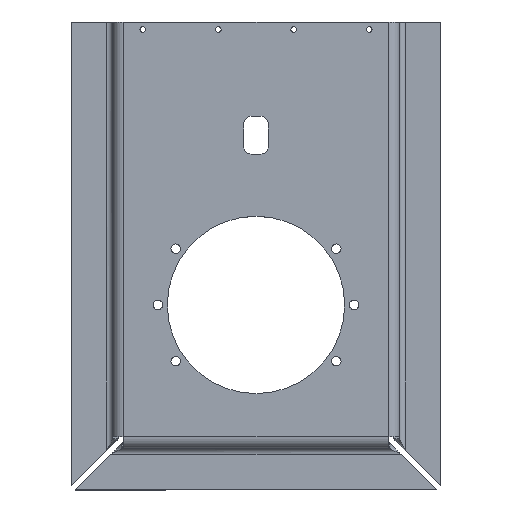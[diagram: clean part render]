
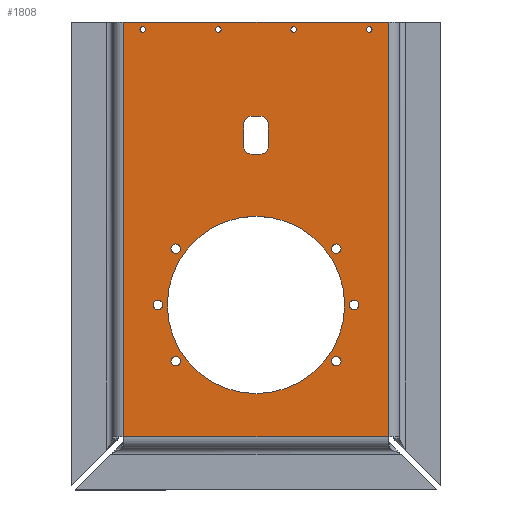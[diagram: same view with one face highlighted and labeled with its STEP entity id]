
A CAD part, top view. The second image highlights one B-rep face of the part: STEP entity #1808.
In plain terms, the highlighted planar face has unit normal (0, 0, 1).
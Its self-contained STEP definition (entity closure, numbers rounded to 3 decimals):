
#59=FACE_BOUND('',#382,.T.);
#60=FACE_BOUND('',#383,.T.);
#61=FACE_BOUND('',#384,.T.);
#62=FACE_BOUND('',#385,.T.);
#63=FACE_BOUND('',#386,.T.);
#64=FACE_BOUND('',#387,.T.);
#65=FACE_BOUND('',#388,.T.);
#66=FACE_BOUND('',#389,.T.);
#67=FACE_BOUND('',#390,.T.);
#68=FACE_BOUND('',#391,.T.);
#69=FACE_BOUND('',#392,.T.);
#70=FACE_BOUND('',#393,.T.);
#135=PLANE('',#2011);
#238=FACE_OUTER_BOUND('',#381,.T.);
#381=EDGE_LOOP('',(#1616,#1617,#1618,#1619));
#382=EDGE_LOOP('',(#1620));
#383=EDGE_LOOP('',(#1621));
#384=EDGE_LOOP('',(#1622));
#385=EDGE_LOOP('',(#1623));
#386=EDGE_LOOP('',(#1624));
#387=EDGE_LOOP('',(#1625));
#388=EDGE_LOOP('',(#1626));
#389=EDGE_LOOP('',(#1627));
#390=EDGE_LOOP('',(#1628));
#391=EDGE_LOOP('',(#1629));
#392=EDGE_LOOP('',(#1630));
#393=EDGE_LOOP('',(#1631,#1632,#1633,#1634,#1635,#1636,#1637,#1638));
#495=LINE('',#2966,#640);
#512=LINE('',#3007,#657);
#526=LINE('',#3042,#671);
#536=LINE('',#3093,#681);
#540=LINE('',#3105,#685);
#544=LINE('',#3117,#689);
#548=LINE('',#3129,#693);
#551=LINE('',#3136,#696);
#640=VECTOR('',#2345,10.);
#657=VECTOR('',#2390,10.);
#671=VECTOR('',#2430,10.);
#681=VECTOR('',#2486,10.);
#685=VECTOR('',#2498,10.);
#689=VECTOR('',#2510,10.);
#693=VECTOR('',#2522,10.);
#696=VECTOR('',#2533,10.);
#698=CIRCLE('',#1826,1.5);
#700=CIRCLE('',#1829,1.5);
#702=CIRCLE('',#1832,1.5);
#704=CIRCLE('',#1835,1.5);
#765=CIRCLE('',#1974,2.5);
#767=CIRCLE('',#1977,2.5);
#769=CIRCLE('',#1980,2.5);
#771=CIRCLE('',#1983,47.);
#773=CIRCLE('',#1986,2.5);
#775=CIRCLE('',#1989,2.5);
#777=CIRCLE('',#1992,2.5);
#780=CIRCLE('',#1997,4.);
#782=CIRCLE('',#2001,4.);
#784=CIRCLE('',#2005,4.);
#786=CIRCLE('',#2009,4.);
#788=VERTEX_POINT('',#2542);
#790=VERTEX_POINT('',#2548);
#792=VERTEX_POINT('',#2554);
#794=VERTEX_POINT('',#2560);
#882=VERTEX_POINT('',#2949);
#884=VERTEX_POINT('',#2960);
#893=VERTEX_POINT('',#2994);
#901=VERTEX_POINT('',#3029);
#903=VERTEX_POINT('',#3045);
#905=VERTEX_POINT('',#3051);
#907=VERTEX_POINT('',#3057);
#909=VERTEX_POINT('',#3063);
#911=VERTEX_POINT('',#3069);
#913=VERTEX_POINT('',#3075);
#915=VERTEX_POINT('',#3081);
#919=VERTEX_POINT('',#3090);
#920=VERTEX_POINT('',#3092);
#922=VERTEX_POINT('',#3098);
#924=VERTEX_POINT('',#3104);
#926=VERTEX_POINT('',#3110);
#928=VERTEX_POINT('',#3116);
#930=VERTEX_POINT('',#3122);
#932=VERTEX_POINT('',#3128);
#935=EDGE_CURVE('',#788,#788,#698,.T.);
#938=EDGE_CURVE('',#790,#790,#700,.T.);
#941=EDGE_CURVE('',#792,#792,#702,.T.);
#944=EDGE_CURVE('',#794,#794,#704,.T.);
#1089=EDGE_CURVE('',#882,#884,#495,.T.);
#1110=EDGE_CURVE('',#884,#893,#512,.T.);
#1128=EDGE_CURVE('',#893,#901,#526,.T.);
#1129=EDGE_CURVE('',#903,#903,#765,.T.);
#1132=EDGE_CURVE('',#905,#905,#767,.T.);
#1135=EDGE_CURVE('',#907,#907,#769,.T.);
#1138=EDGE_CURVE('',#909,#909,#771,.T.);
#1141=EDGE_CURVE('',#911,#911,#773,.T.);
#1144=EDGE_CURVE('',#913,#913,#775,.T.);
#1147=EDGE_CURVE('',#915,#915,#777,.T.);
#1152=EDGE_CURVE('',#920,#919,#536,.T.);
#1155=EDGE_CURVE('',#922,#920,#780,.T.);
#1158=EDGE_CURVE('',#924,#922,#540,.T.);
#1161=EDGE_CURVE('',#926,#924,#782,.T.);
#1164=EDGE_CURVE('',#928,#926,#544,.T.);
#1167=EDGE_CURVE('',#930,#928,#784,.T.);
#1170=EDGE_CURVE('',#932,#930,#548,.T.);
#1173=EDGE_CURVE('',#919,#932,#786,.T.);
#1175=EDGE_CURVE('',#901,#882,#551,.T.);
#1616=ORIENTED_EDGE('',*,*,#1128,.T.);
#1617=ORIENTED_EDGE('',*,*,#1175,.T.);
#1618=ORIENTED_EDGE('',*,*,#1089,.T.);
#1619=ORIENTED_EDGE('',*,*,#1110,.T.);
#1620=ORIENTED_EDGE('',*,*,#935,.T.);
#1621=ORIENTED_EDGE('',*,*,#938,.T.);
#1622=ORIENTED_EDGE('',*,*,#941,.T.);
#1623=ORIENTED_EDGE('',*,*,#944,.T.);
#1624=ORIENTED_EDGE('',*,*,#1138,.T.);
#1625=ORIENTED_EDGE('',*,*,#1129,.T.);
#1626=ORIENTED_EDGE('',*,*,#1132,.T.);
#1627=ORIENTED_EDGE('',*,*,#1135,.T.);
#1628=ORIENTED_EDGE('',*,*,#1141,.T.);
#1629=ORIENTED_EDGE('',*,*,#1144,.T.);
#1630=ORIENTED_EDGE('',*,*,#1147,.T.);
#1631=ORIENTED_EDGE('',*,*,#1173,.T.);
#1632=ORIENTED_EDGE('',*,*,#1170,.T.);
#1633=ORIENTED_EDGE('',*,*,#1167,.T.);
#1634=ORIENTED_EDGE('',*,*,#1164,.T.);
#1635=ORIENTED_EDGE('',*,*,#1161,.T.);
#1636=ORIENTED_EDGE('',*,*,#1158,.T.);
#1637=ORIENTED_EDGE('',*,*,#1155,.T.);
#1638=ORIENTED_EDGE('',*,*,#1152,.T.);
#1808=ADVANCED_FACE('',(#238,#59,#60,#61,#62,#63,#64,#65,#66,#67,#68,#69,
#70),#135,.T.);
#1826=AXIS2_PLACEMENT_3D('',#2544,#2020,#2021);
#1829=AXIS2_PLACEMENT_3D('',#2550,#2027,#2028);
#1832=AXIS2_PLACEMENT_3D('',#2556,#2034,#2035);
#1835=AXIS2_PLACEMENT_3D('',#2562,#2041,#2042);
#1974=AXIS2_PLACEMENT_3D('',#3046,#2435,#2436);
#1977=AXIS2_PLACEMENT_3D('',#3052,#2442,#2443);
#1980=AXIS2_PLACEMENT_3D('',#3058,#2449,#2450);
#1983=AXIS2_PLACEMENT_3D('',#3064,#2456,#2457);
#1986=AXIS2_PLACEMENT_3D('',#3070,#2463,#2464);
#1989=AXIS2_PLACEMENT_3D('',#3076,#2470,#2471);
#1992=AXIS2_PLACEMENT_3D('',#3082,#2477,#2478);
#1997=AXIS2_PLACEMENT_3D('',#3099,#2492,#2493);
#2001=AXIS2_PLACEMENT_3D('',#3111,#2504,#2505);
#2005=AXIS2_PLACEMENT_3D('',#3123,#2516,#2517);
#2009=AXIS2_PLACEMENT_3D('',#3133,#2528,#2529);
#2011=AXIS2_PLACEMENT_3D('',#3137,#2534,#2535);
#2020=DIRECTION('center_axis',(0.,0.,-1.));
#2021=DIRECTION('ref_axis',(-1.,0.,0.));
#2027=DIRECTION('center_axis',(0.,0.,-1.));
#2028=DIRECTION('ref_axis',(-1.,0.,0.));
#2034=DIRECTION('center_axis',(0.,0.,-1.));
#2035=DIRECTION('ref_axis',(-1.,0.,0.));
#2041=DIRECTION('center_axis',(0.,0.,-1.));
#2042=DIRECTION('ref_axis',(-1.,0.,0.));
#2345=DIRECTION('',(0.,-1.,0.));
#2390=DIRECTION('',(1.,0.,0.));
#2430=DIRECTION('',(0.,1.,0.));
#2435=DIRECTION('center_axis',(0.,0.,-1.));
#2436=DIRECTION('ref_axis',(1.,0.,0.));
#2442=DIRECTION('center_axis',(0.,0.,-1.));
#2443=DIRECTION('ref_axis',(1.,0.,0.));
#2449=DIRECTION('center_axis',(0.,0.,-1.));
#2450=DIRECTION('ref_axis',(1.,0.,0.));
#2456=DIRECTION('center_axis',(0.,0.,-1.));
#2457=DIRECTION('ref_axis',(0.,-1.,0.));
#2463=DIRECTION('center_axis',(0.,0.,-1.));
#2464=DIRECTION('ref_axis',(1.,0.,0.));
#2470=DIRECTION('center_axis',(0.,0.,-1.));
#2471=DIRECTION('ref_axis',(1.,0.,0.));
#2477=DIRECTION('center_axis',(0.,0.,-1.));
#2478=DIRECTION('ref_axis',(1.,0.,0.));
#2486=DIRECTION('',(-1.,0.,0.));
#2492=DIRECTION('center_axis',(0.,0.,
-1.));
#2493=DIRECTION('ref_axis',(0.,-1.,0.));
#2498=DIRECTION('',(0.,-1.,0.));
#2504=DIRECTION('center_axis',(0.,0.,
-1.));
#2505=DIRECTION('ref_axis',(1.,0.,0.));
#2510=DIRECTION('',(1.,0.,0.));
#2516=DIRECTION('center_axis',(0.,0.,-1.));
#2517=DIRECTION('ref_axis',(0.,1.,0.));
#2522=DIRECTION('',(0.,1.,0.));
#2528=DIRECTION('center_axis',(0.,0.,
-1.));
#2529=DIRECTION('ref_axis',(-1.,0.,0.));
#2533=DIRECTION('',(-1.,0.,0.));
#2534=DIRECTION('center_axis',(0.,0.,1.));
#2535=DIRECTION('ref_axis',(1.,0.,0.));
#2542=CARTESIAN_POINT('',(-100.355,146.003,-79.011));
#2544=CARTESIAN_POINT('Origin',(-101.855,146.003,-79.011));
#2548=CARTESIAN_POINT('',(-60.355,146.003,-79.011));
#2550=CARTESIAN_POINT('Origin',(-61.855,146.003,-79.011));
#2554=CARTESIAN_POINT('',(-140.355,146.003,-79.011));
#2556=CARTESIAN_POINT('Origin',(-141.855,146.003,-79.011));
#2560=CARTESIAN_POINT('',(-20.355,146.003,-79.011));
#2562=CARTESIAN_POINT('Origin',(-21.855,146.003,-79.011));
#2949=CARTESIAN_POINT('',(-151.855,150.003,-79.011));
#2960=CARTESIAN_POINT('',(-151.855,-69.997,-79.011));
#2966=CARTESIAN_POINT('',(-151.855,150.003,-79.011));
#2994=CARTESIAN_POINT('',(-11.855,-69.997,-79.011));
#3007=CARTESIAN_POINT('',(-11.855,-69.997,-79.011));
#3029=CARTESIAN_POINT('',(-11.855,150.003,-79.011));
#3042=CARTESIAN_POINT('',(-11.855,0.003,-79.011));
#3045=CARTESIAN_POINT('',(-126.951,29.829,-79.011));
#3046=CARTESIAN_POINT('Origin',(-124.451,29.829,-79.011));
#3051=CARTESIAN_POINT('',(-126.951,-29.823,-79.011));
#3052=CARTESIAN_POINT('Origin',(-124.451,-29.823,-79.011));
#3057=CARTESIAN_POINT('',(-136.355,0.003,-79.011));
#3058=CARTESIAN_POINT('Origin',(-133.855,0.003,-79.011));
#3063=CARTESIAN_POINT('',(-81.855,47.003,-79.011));
#3064=CARTESIAN_POINT('Origin',(-81.855,0.003,-79.011));
#3069=CARTESIAN_POINT('',(-32.355,0.003,-79.011));
#3070=CARTESIAN_POINT('Origin',(-29.855,0.003,-79.011));
#3075=CARTESIAN_POINT('',(-41.759,29.829,-79.011));
#3076=CARTESIAN_POINT('Origin',(-39.259,29.829,-79.011));
#3081=CARTESIAN_POINT('',(-41.759,-29.823,-79.011));
#3082=CARTESIAN_POINT('Origin',(-39.259,-29.823,-79.011));
#3090=CARTESIAN_POINT('',(-84.355,80.003,-79.011));
#3092=CARTESIAN_POINT('',(-79.355,80.003,-79.011));
#3093=CARTESIAN_POINT('',(-84.355,80.003,-79.011));
#3098=CARTESIAN_POINT('',(-75.355,84.003,-79.011));
#3099=CARTESIAN_POINT('Origin',(-79.355,84.003,-79.011));
#3104=CARTESIAN_POINT('',(-75.355,96.003,-79.011));
#3105=CARTESIAN_POINT('',(-75.355,96.003,-79.011));
#3110=CARTESIAN_POINT('',(-79.355,100.003,-79.011));
#3111=CARTESIAN_POINT('Origin',(-79.355,96.003,-79.011));
#3116=CARTESIAN_POINT('',(-84.355,100.003,-79.011));
#3117=CARTESIAN_POINT('',(-84.355,100.003,-79.011));
#3122=CARTESIAN_POINT('',(-88.355,96.003,-79.011));
#3123=CARTESIAN_POINT('Origin',(-84.355,96.003,-79.011));
#3128=CARTESIAN_POINT('',(-88.355,84.003,-79.011));
#3129=CARTESIAN_POINT('',(-88.355,84.003,-79.011));
#3133=CARTESIAN_POINT('Origin',(-84.355,84.003,-79.011));
#3136=CARTESIAN_POINT('',(-151.855,150.003,-79.011));
#3137=CARTESIAN_POINT('Origin',(-81.855,75.003,-79.011));
